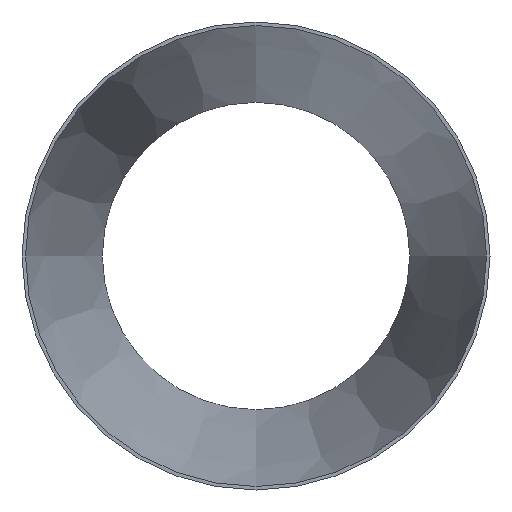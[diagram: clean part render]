
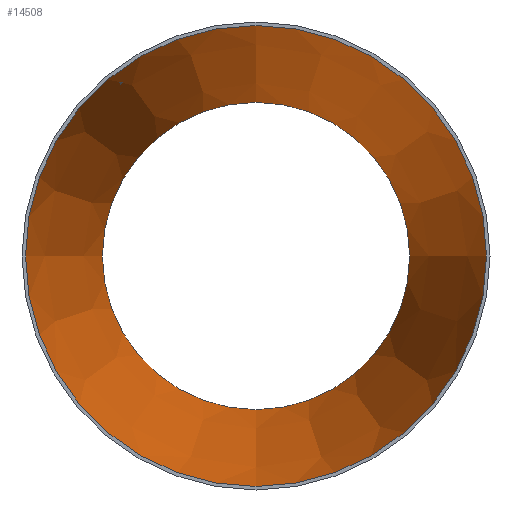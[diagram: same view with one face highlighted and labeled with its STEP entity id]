
A CAD part, front view. The second image highlights one B-rep face of the part: STEP entity #14508.
In plain terms, the highlighted conical face has half-angle 10.612 degrees and reference radius 200.148 mm.
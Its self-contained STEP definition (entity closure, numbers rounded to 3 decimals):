
#573 = EDGE_CURVE ( 'NONE', #37343, #37343, #14005, .T. ) ;
#3647 = AXIS2_PLACEMENT_3D ( 'NONE', #19575, #4954, #31521 ) ;
#4954 = DIRECTION ( 'NONE',  ( 0., -1., 0. ) ) ;
#5835 = CARTESIAN_POINT ( 'NONE',  ( 0., 356., 0. ) ) ;
#6413 = EDGE_CURVE ( 'NONE', #14042, #14042, #35634, .T. ) ;
#6600 = EDGE_LOOP ( 'NONE', ( #34583 ) ) ;
#8390 = AXIS2_PLACEMENT_3D ( 'NONE', #5835, #23526, #32399 ) ;
#12561 = FACE_BOUND ( 'NONE', #6600, .T. ) ;
#14005 = CIRCLE ( 'NONE', #8390, 133.448 ) ;
#14042 = VERTEX_POINT ( 'NONE', #37531 ) ;
#14508 = ADVANCED_FACE ( 'NONE', ( #12561, #33175 ), #33758, .F. ) ;
#19575 = CARTESIAN_POINT ( 'NONE',  ( 0., 0., 0. ) ) ;
#22695 = AXIS2_PLACEMENT_3D ( 'NONE', #31056, #27218, #24308 ) ;
#23526 = DIRECTION ( 'NONE',  ( 0., -1., 0. ) ) ;
#24308 = DIRECTION ( 'NONE',  ( 0., 0., -1. ) ) ;
#26616 = ORIENTED_EDGE ( 'NONE', *, *, #6413, .T. ) ;
#27218 = DIRECTION ( 'NONE',  ( 0., -1., 0. ) ) ;
#31056 = CARTESIAN_POINT ( 'NONE',  ( 0., 0., 0. ) ) ;
#31521 = DIRECTION ( 'NONE',  ( 0., 0., -1. ) ) ;
#32399 = DIRECTION ( 'NONE',  ( 0., 0., -1. ) ) ;
#33175 = FACE_OUTER_BOUND ( 'NONE', #36990, .T. ) ;
#33758 = CONICAL_SURFACE ( 'NONE', #22695, 200.148, 0.185 ) ;
#34267 = CARTESIAN_POINT ( 'NONE',  ( 0., 356., -133.448 ) ) ;
#34583 = ORIENTED_EDGE ( 'NONE', *, *, #573, .F. ) ;
#35634 = CIRCLE ( 'NONE', #3647, 200.148 ) ;
#36990 = EDGE_LOOP ( 'NONE', ( #26616 ) ) ;
#37343 = VERTEX_POINT ( 'NONE', #34267 ) ;
#37531 = CARTESIAN_POINT ( 'NONE',  ( 0., 0., -200.148 ) ) ;
